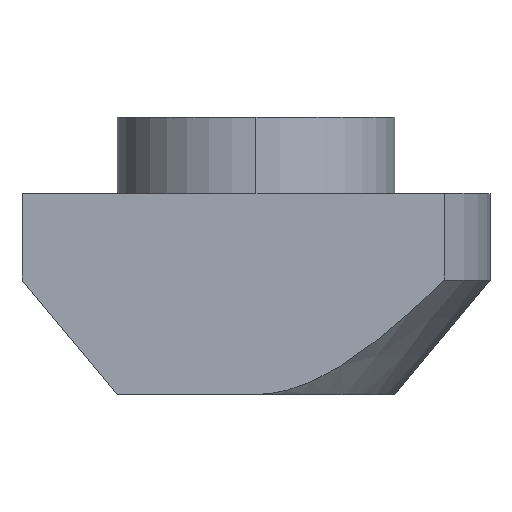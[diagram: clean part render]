
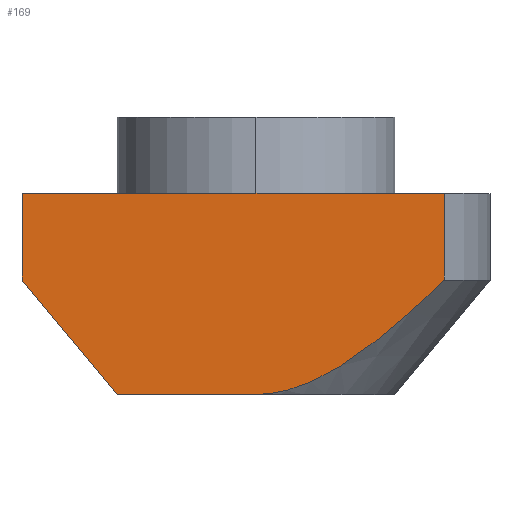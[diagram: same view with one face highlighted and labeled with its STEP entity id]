
A CAD part, top view. The second image highlights one B-rep face of the part: STEP entity #169.
In plain terms, the highlighted planar face has unit normal (0, 0, 1).
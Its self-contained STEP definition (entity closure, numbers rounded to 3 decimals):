
#9 = EDGE_CURVE ( 'NONE', #627, #326, #504, .T. ) ;
#13 = CARTESIAN_POINT ( 'NONE',  ( 5.437, -4.7, 4. ) ) ;
#14 = VERTEX_POINT ( 'NONE', #542 ) ;
#17 = ORIENTED_EDGE ( 'NONE', *, *, #9, .F. ) ;
#30 = CARTESIAN_POINT ( 'NONE',  ( 0.273, -8., 4. ) ) ;
#43 = B_SPLINE_CURVE_WITH_KNOTS ( 'NONE', 3,
 ( #13, #417, #630, #621, #586, #646, #306, #256, #545, #205, #30, #681 ),
 .UNSPECIFIED., .F., .F.,
 ( 4, 2, 2, 2, 2, 4 ),
 ( 0.009, 0.01, 0.012, 0.014, 0.014, 0.015 ),
 .UNSPECIFIED. ) ;
#56 = CARTESIAN_POINT ( 'NONE',  ( -6.75, -4.7, 4. ) ) ;
#79 = EDGE_CURVE ( 'NONE', #395, #435, #588, .T. ) ;
#88 = LINE ( 'NONE', #484, #301 ) ;
#131 = ORIENTED_EDGE ( 'NONE', *, *, #399, .F. ) ;
#138 = DIRECTION ( 'NONE',  ( -0.64, 0.768, 0. ) ) ;
#141 = VECTOR ( 'NONE', #696, 1000. ) ;
#143 = CARTESIAN_POINT ( 'NONE',  ( -6.75, -2.2, 4. ) ) ;
#148 = PLANE ( 'NONE',  #394 ) ;
#156 = DIRECTION ( 'NONE',  ( -1., 0., 0. ) ) ;
#164 = EDGE_CURVE ( 'NONE', #187, #395, #88, .T. ) ;
#169 = ADVANCED_FACE ( 'NONE', ( #329 ), #148, .F. ) ;
#187 = VERTEX_POINT ( 'NONE', #557 ) ;
#200 = LINE ( 'NONE', #536, #297 ) ;
#205 = CARTESIAN_POINT ( 'NONE',  ( 0.545, -7.966, 4. ) ) ;
#217 = CARTESIAN_POINT ( 'NONE',  ( -4., -8., 4. ) ) ;
#219 = EDGE_CURVE ( 'NONE', #627, #307, #421, .T. ) ;
#220 = CARTESIAN_POINT ( 'NONE',  ( 0., 0., 4. ) ) ;
#246 = DIRECTION ( 'NONE',  ( 0., 1., 0. ) ) ;
#254 = CARTESIAN_POINT ( 'NONE',  ( -6.75, -8., 4. ) ) ;
#256 = CARTESIAN_POINT ( 'NONE',  ( 1.33, -7.749, 4. ) ) ;
#268 = ORIENTED_EDGE ( 'NONE', *, *, #473, .T. ) ;
#290 = EDGE_CURVE ( 'NONE', #14, #187, #520, .T. ) ;
#297 = VECTOR ( 'NONE', #364, 1000. ) ;
#298 = ORIENTED_EDGE ( 'NONE', *, *, #79, .T. ) ;
#301 = VECTOR ( 'NONE', #704, 1000. ) ;
#306 = CARTESIAN_POINT ( 'NONE',  ( 2.075, -7.421, 4. ) ) ;
#307 = VERTEX_POINT ( 'NONE', #402 ) ;
#313 = CARTESIAN_POINT ( 'NONE',  ( -4., -2.2, 4. ) ) ;
#321 = VECTOR ( 'NONE', #689, 1000. ) ;
#326 = VERTEX_POINT ( 'NONE', #56 ) ;
#329 = FACE_OUTER_BOUND ( 'NONE', #375, .T. ) ;
#364 = DIRECTION ( 'NONE',  ( 0., -1., 0. ) ) ;
#375 = EDGE_LOOP ( 'NONE', ( #17, #570, #131, #495, #600, #298, #268 ) ) ;
#394 = AXIS2_PLACEMENT_3D ( 'NONE', #220, #507, #156 ) ;
#395 = VERTEX_POINT ( 'NONE', #571 ) ;
#399 = EDGE_CURVE ( 'NONE', #14, #307, #43, .T. ) ;
#400 = CARTESIAN_POINT ( 'NONE',  ( -4., -8., 4. ) ) ;
#402 = CARTESIAN_POINT ( 'NONE',  ( 0., -8., 4. ) ) ;
#403 = VECTOR ( 'NONE', #246, 1000. ) ;
#417 = CARTESIAN_POINT ( 'NONE',  ( 5.047, -5.077, 4. ) ) ;
#421 = LINE ( 'NONE', #254, #321 ) ;
#435 = VERTEX_POINT ( 'NONE', #143 ) ;
#473 = EDGE_CURVE ( 'NONE', #435, #326, #200, .T. ) ;
#484 = CARTESIAN_POINT ( 'NONE',  ( 4., -2.2, 4. ) ) ;
#495 = ORIENTED_EDGE ( 'NONE', *, *, #290, .T. ) ;
#504 = LINE ( 'NONE', #217, #654 ) ;
#507 = DIRECTION ( 'NONE',  ( 0., 0., -1. ) ) ;
#520 = LINE ( 'NONE', #617, #403 ) ;
#536 = CARTESIAN_POINT ( 'NONE',  ( -6.75, -2.2, 4. ) ) ;
#542 = CARTESIAN_POINT ( 'NONE',  ( 5.437, -4.7, 4. ) ) ;
#545 = CARTESIAN_POINT ( 'NONE',  ( 1.071, -7.841, 4. ) ) ;
#557 = CARTESIAN_POINT ( 'NONE',  ( 5.437, -2.2, 4. ) ) ;
#570 = ORIENTED_EDGE ( 'NONE', *, *, #219, .T. ) ;
#571 = CARTESIAN_POINT ( 'NONE',  ( 0., -2.2, 4. ) ) ;
#586 = CARTESIAN_POINT ( 'NONE',  ( 3.414, -6.504, 4. ) ) ;
#588 = LINE ( 'NONE', #313, #141 ) ;
#600 = ORIENTED_EDGE ( 'NONE', *, *, #164, .T. ) ;
#617 = CARTESIAN_POINT ( 'NONE',  ( 5.437, -8., 4. ) ) ;
#621 = CARTESIAN_POINT ( 'NONE',  ( 3.834, -6.159, 4. ) ) ;
#627 = VERTEX_POINT ( 'NONE', #400 ) ;
#630 = CARTESIAN_POINT ( 'NONE',  ( 4.651, -5.447, 4. ) ) ;
#646 = CARTESIAN_POINT ( 'NONE',  ( 2.533, -7.135, 4. ) ) ;
#654 = VECTOR ( 'NONE', #138, 1000. ) ;
#681 = CARTESIAN_POINT ( 'NONE',  ( 0., -8., 4. ) ) ;
#689 = DIRECTION ( 'NONE',  ( 1., 0., 0. ) ) ;
#696 = DIRECTION ( 'NONE',  ( -1., 0., 0. ) ) ;
#704 = DIRECTION ( 'NONE',  ( -1., 0., 0. ) ) ;
